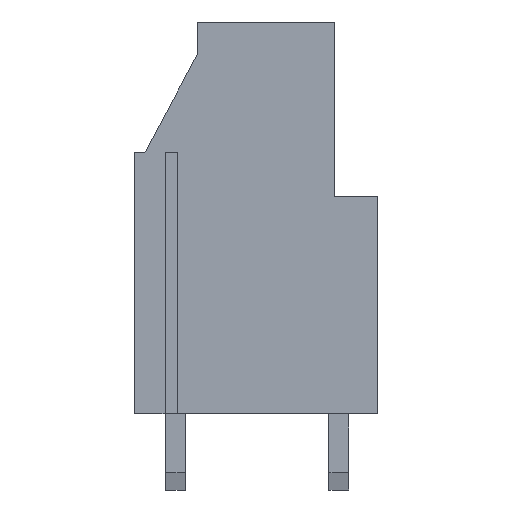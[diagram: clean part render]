
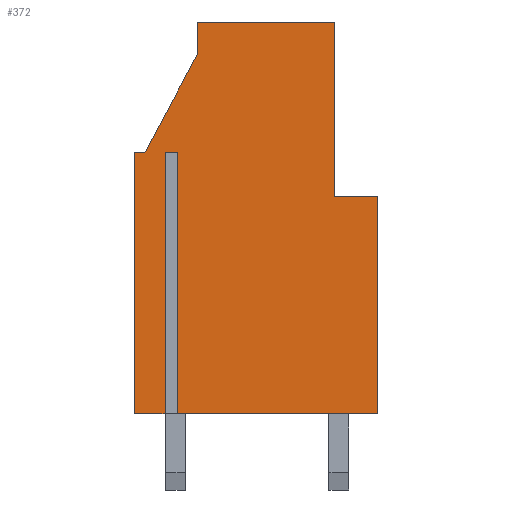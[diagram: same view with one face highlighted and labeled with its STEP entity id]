
A CAD part, front view. The second image highlights one B-rep face of the part: STEP entity #372.
In plain terms, the highlighted planar face has unit normal (0, -1, 0).
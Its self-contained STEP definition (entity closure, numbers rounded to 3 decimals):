
#372 = ADVANCED_FACE( '', ( #807 ), #808, .F. );
#807 = FACE_OUTER_BOUND( '', #1324, .T. );
#808 = PLANE( '', #1325 );
#1324 = EDGE_LOOP( '', ( #2208, #2209, #2210, #2211, #2212, #2213, #2214, #2215, #2216, #2217, #2218, #2219, #2220 ) );
#1325 = AXIS2_PLACEMENT_3D( '', #2221, #2222, #2223 );
#2208 = ORIENTED_EDGE( '', *, *, #3568, .F. );
#2209 = ORIENTED_EDGE( '', *, *, #3569, .T. );
#2210 = ORIENTED_EDGE( '', *, *, #3556, .F. );
#2211 = ORIENTED_EDGE( '', *, *, #3546, .F. );
#2212 = ORIENTED_EDGE( '', *, *, #3570, .F. );
#2213 = ORIENTED_EDGE( '', *, *, #3571, .T. );
#2214 = ORIENTED_EDGE( '', *, *, #3322, .T. );
#2215 = ORIENTED_EDGE( '', *, *, #3550, .F. );
#2216 = ORIENTED_EDGE( '', *, *, #3572, .F. );
#2217 = ORIENTED_EDGE( '', *, *, #3389, .F. );
#2218 = ORIENTED_EDGE( '', *, *, #3316, .T. );
#2219 = ORIENTED_EDGE( '', *, *, #3464, .T. );
#2220 = ORIENTED_EDGE( '', *, *, #3301, .F. );
#2221 = CARTESIAN_POINT( '', ( 12.134, -2.5, 19.8 ) );
#2222 = DIRECTION( '', ( 0., 1., 0. ) );
#2223 = DIRECTION( '', ( -1., 0., 0. ) );
#3301 = EDGE_CURVE( '', #3981, #3983, #3984, .T. );
#3316 = EDGE_CURVE( '', #4011, #4009, #4012, .T. );
#3322 = EDGE_CURVE( '', #4023, #4021, #4024, .T. );
#3389 = EDGE_CURVE( '', #4011, #4142, #4143, .T. );
#3464 = EDGE_CURVE( '', #4009, #3983, #4264, .T. );
#3546 = EDGE_CURVE( '', #4389, #4391, #4392, .T. );
#3550 = EDGE_CURVE( '', #4395, #4021, #4397, .T. );
#3556 = EDGE_CURVE( '', #4391, #4405, #4406, .T. );
#3568 = EDGE_CURVE( '', #4423, #3981, #4424, .T. );
#3569 = EDGE_CURVE( '', #4423, #4405, #4425, .T. );
#3570 = EDGE_CURVE( '', #4426, #4389, #4427, .T. );
#3571 = EDGE_CURVE( '', #4426, #4023, #4428, .T. );
#3572 = EDGE_CURVE( '', #4142, #4395, #4429, .T. );
#3981 = VERTEX_POINT( '', #4972 );
#3983 = VERTEX_POINT( '', #4975 );
#3984 = LINE( '', #4976, #4977 );
#4009 = VERTEX_POINT( '', #5013 );
#4011 = VERTEX_POINT( '', #5016 );
#4012 = LINE( '', #5017, #5018 );
#4021 = VERTEX_POINT( '', #5029 );
#4023 = VERTEX_POINT( '', #5032 );
#4024 = LINE( '', #5033, #5034 );
#4142 = VERTEX_POINT( '', #5206 );
#4143 = LINE( '', #5207, #5208 );
#4264 = LINE( '', #5382, #5383 );
#4389 = VERTEX_POINT( '', #5568 );
#4391 = VERTEX_POINT( '', #5571 );
#4392 = LINE( '', #5572, #5573 );
#4395 = VERTEX_POINT( '', #5577 );
#4397 = LINE( '', #5580, #5581 );
#4405 = VERTEX_POINT( '', #5592 );
#4406 = LINE( '', #5593, #5594 );
#4423 = VERTEX_POINT( '', #5619 );
#4424 = LINE( '', #5620, #5621 );
#4425 = LINE( '', #5622, #5623 );
#4426 = VERTEX_POINT( '', #5624 );
#4427 = LINE( '', #5625, #5626 );
#4428 = LINE( '', #5627, #5628 );
#4429 = LINE( '', #5629, #5630 );
#4972 = CARTESIAN_POINT( '', ( 9.2, -2.5, 10. ) );
#4975 = CARTESIAN_POINT( '', ( 11.2, -2.5, 10. ) );
#4976 = CARTESIAN_POINT( '', ( 9.038, -2.5, 10. ) );
#4977 = VECTOR( '', #6271, 1000. );
#5013 = CARTESIAN_POINT( '', ( 11.2, -2.5, 0. ) );
#5016 = CARTESIAN_POINT( '', ( 1.977, -2.5, 0. ) );
#5017 = CARTESIAN_POINT( '', ( 5.35, -2.5, 0. ) );
#5018 = VECTOR( '', #6284, 1000. );
#5029 = CARTESIAN_POINT( '', ( 1.423, -2.5, 0. ) );
#5032 = CARTESIAN_POINT( '', ( 0., -2.5, 0. ) );
#5033 = CARTESIAN_POINT( '', ( 5.35, -2.5, 0. ) );
#5034 = VECTOR( '', #6294, 1000. );
#5206 = CARTESIAN_POINT( '', ( 1.977, -2.5, 12. ) );
#5207 = CARTESIAN_POINT( '', ( 1.977, -2.5, -1. ) );
#5208 = VECTOR( '', #6352, 1000. );
#5382 = CARTESIAN_POINT( '', ( 11.2, -2.5, -1. ) );
#5383 = VECTOR( '', #6421, 1000. );
#5568 = CARTESIAN_POINT( '', ( 0.5, -2.5, 12. ) );
#5571 = CARTESIAN_POINT( '', ( 2.9, -2.5, 16.5 ) );
#5572 = CARTESIAN_POINT( '', ( -6.433, -2.5, -1. ) );
#5573 = VECTOR( '', #6495, 1000. );
#5577 = CARTESIAN_POINT( '', ( 1.423, -2.5, 12. ) );
#5580 = CARTESIAN_POINT( '', ( 1.423, -2.5, -1. ) );
#5581 = VECTOR( '', #6498, 1000. );
#5592 = CARTESIAN_POINT( '', ( 2.9, -2.5, 18. ) );
#5593 = CARTESIAN_POINT( '', ( 2.9, -2.5, -1. ) );
#5594 = VECTOR( '', #6502, 1000. );
#5619 = CARTESIAN_POINT( '', ( 9.2, -2.5, 18. ) );
#5620 = CARTESIAN_POINT( '', ( 9.2, -2.5, 18. ) );
#5621 = VECTOR( '', #6511, 1000. );
#5622 = CARTESIAN_POINT( '', ( 5.35, -2.5, 18. ) );
#5623 = VECTOR( '', #6512, 1000. );
#5624 = CARTESIAN_POINT( '', ( 0., -2.5, 12. ) );
#5625 = CARTESIAN_POINT( '', ( 5.35, -2.5, 12. ) );
#5626 = VECTOR( '', #6513, 1000. );
#5627 = CARTESIAN_POINT( '', ( 0., -2.5, -1. ) );
#5628 = VECTOR( '', #6514, 1000. );
#5629 = CARTESIAN_POINT( '', ( 5.35, -2.5, 12. ) );
#5630 = VECTOR( '', #6515, 1000. );
#6271 = DIRECTION( '', ( 1., 0., 0. ) );
#6284 = DIRECTION( '', ( 1., 0., 0. ) );
#6294 = DIRECTION( '', ( 1., 0., 0. ) );
#6352 = DIRECTION( '', ( 0., 0., 1. ) );
#6421 = DIRECTION( '', ( 0., 0., 1. ) );
#6495 = DIRECTION( '', ( 0.471, 0., 0.882 ) );
#6498 = DIRECTION( '', ( 0., 0., -1. ) );
#6502 = DIRECTION( '', ( 0., 0., 1. ) );
#6511 = DIRECTION( '', ( 0., 0., -1. ) );
#6512 = DIRECTION( '', ( -1., 0., 0. ) );
#6513 = DIRECTION( '', ( 1., 0., 0. ) );
#6514 = DIRECTION( '', ( 0., 0., -1. ) );
#6515 = DIRECTION( '', ( -1., 0., 0. ) );
